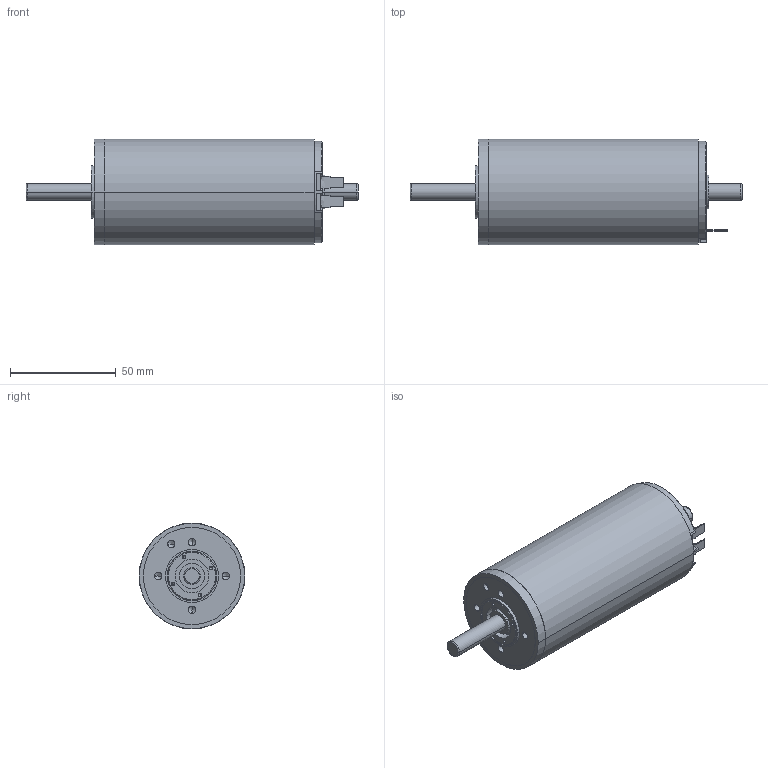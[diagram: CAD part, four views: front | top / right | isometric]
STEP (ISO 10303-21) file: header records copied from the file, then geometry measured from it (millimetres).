
FILE_DESCRIPTION((''),'2;1');
FILE_NAME('370354_RE50_GB_200W_KL_2WE','2016-10-10T',('mmagvisi'),(''),'CREO PARAMETRIC BY PTC INC, 2016050','CREO PARAMETRIC BY PTC INC, 2016050','');
FILE_SCHEMA(('CONFIG_CONTROL_DESIGN'));
Length unit declared in the file: millimetre
Products named in the file (1): 370354_RE50_GB_200W_KL_2WE
Bounding box: 157 x 50 x 50 mm (x, y, z)
Volume: 213236.2 mm3; surface area: 24389.6 mm2
Topology: 1 solids, 1 shells, 257 faces, 621 edges, 389 vertices
Faces by surface type: plane 108, cylinder 92, cone 25, bspline 22, torus 10
Entity records: 11128 total; most frequent: CARTESIAN_POINT 3266, DIRECTION 1240, ORIENTED_EDGE 1198, PRESENTATION_STYLE_ASSIGNMENT 600, STYLED_ITEM 600, CURVE_STYLE 599, EDGE_CURVE 599, AXIS2_PLACEMENT_3D 442
